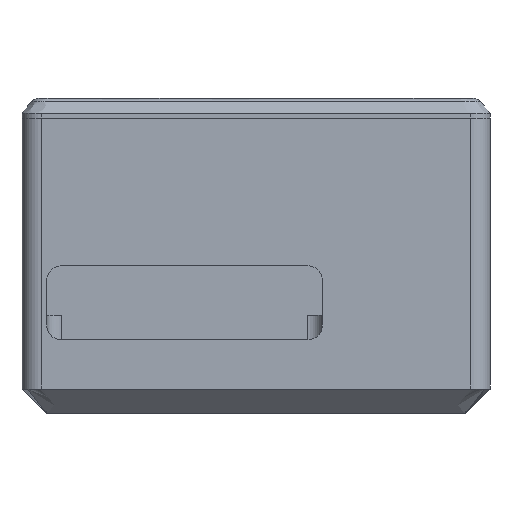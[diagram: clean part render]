
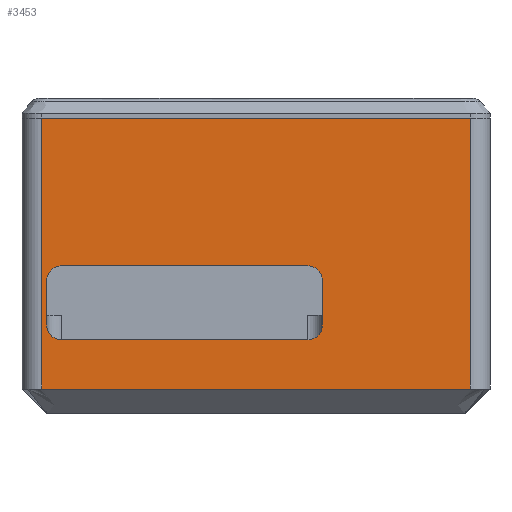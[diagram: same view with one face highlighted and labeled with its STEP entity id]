
A CAD part, left-side view. The second image highlights one B-rep face of the part: STEP entity #3453.
In plain terms, the highlighted planar face has unit normal (-1, 0, 0).
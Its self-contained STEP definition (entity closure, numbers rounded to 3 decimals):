
#161=FACE_BOUND('',#539,.T.);
#223=PLANE('',#3736);
#357=FACE_OUTER_BOUND('',#538,.T.);
#538=EDGE_LOOP('',(#2770,#2771,#2772,#2773));
#539=EDGE_LOOP('',(#2774,#2775,#2776,#2777,#2778,#2779,#2780,#2781));
#796=LINE('',#5037,#1121);
#826=LINE('',#5125,#1151);
#832=LINE('',#5135,#1157);
#837=LINE('',#5153,#1162);
#842=LINE('',#5165,#1167);
#843=LINE('',#5167,#1168);
#844=LINE('',#5169,#1169);
#845=LINE('',#5170,#1170);
#1121=VECTOR('',#4231,10.);
#1151=VECTOR('',#4313,10.);
#1157=VECTOR('',#4321,10.);
#1162=VECTOR('',#4346,10.);
#1167=VECTOR('',#4359,10.);
#1168=VECTOR('',#4360,10.);
#1169=VECTOR('',#4361,10.);
#1170=VECTOR('',#4362,10.);
#1357=CIRCLE('',#3694,3.);
#1359=CIRCLE('',#3698,3.);
#1360=CIRCLE('',#3701,3.);
#1361=CIRCLE('',#3704,3.);
#1535=VERTEX_POINT('',#5028);
#1536=VERTEX_POINT('',#5030);
#1538=VERTEX_POINT('',#5036);
#1540=VERTEX_POINT('',#5042);
#1543=VERTEX_POINT('',#5049);
#1544=VERTEX_POINT('',#5051);
#1547=VERTEX_POINT('',#5058);
#1548=VERTEX_POINT('',#5060);
#1578=VERTEX_POINT('',#5163);
#1579=VERTEX_POINT('',#5164);
#1580=VERTEX_POINT('',#5166);
#1581=VERTEX_POINT('',#5168);
#1956=EDGE_CURVE('',#1536,#1535,#1357,.T.);
#1959=EDGE_CURVE('',#1538,#1536,#796,.T.);
#1962=EDGE_CURVE('',#1540,#1538,#1359,.T.);
#1966=EDGE_CURVE('',#1544,#1543,#1360,.T.);
#1970=EDGE_CURVE('',#1548,#1547,#1361,.T.);
#2003=EDGE_CURVE('',#1547,#1540,#826,.T.);
#2009=EDGE_CURVE('',#1535,#1544,#832,.T.);
#2019=EDGE_CURVE('',#1543,#1548,#837,.T.);
#2024=EDGE_CURVE('',#1578,#1579,#842,.T.);
#2025=EDGE_CURVE('',#1578,#1580,#843,.T.);
#2026=EDGE_CURVE('',#1581,#1580,#844,.T.);
#2027=EDGE_CURVE('',#1579,#1581,#845,.T.);
#2770=ORIENTED_EDGE('',*,*,#2024,.F.);
#2771=ORIENTED_EDGE('',*,*,#2025,.T.);
#2772=ORIENTED_EDGE('',*,*,#2026,.F.);
#2773=ORIENTED_EDGE('',*,*,#2027,.F.);
#2774=ORIENTED_EDGE('',*,*,#2019,.T.);
#2775=ORIENTED_EDGE('',*,*,#1970,.T.);
#2776=ORIENTED_EDGE('',*,*,#2003,.T.);
#2777=ORIENTED_EDGE('',*,*,#1962,.T.);
#2778=ORIENTED_EDGE('',*,*,#1959,.T.);
#2779=ORIENTED_EDGE('',*,*,#1956,.T.);
#2780=ORIENTED_EDGE('',*,*,#2009,.T.);
#2781=ORIENTED_EDGE('',*,*,#1966,.T.);
#3453=ADVANCED_FACE('',(#357,#161),#223,.T.);
#3694=AXIS2_PLACEMENT_3D('',#5031,#4225,#4226);
#3698=AXIS2_PLACEMENT_3D('',#5043,#4237,#4238);
#3701=AXIS2_PLACEMENT_3D('',#5052,#4245,#4246);
#3704=AXIS2_PLACEMENT_3D('',#5061,#4253,#4254);
#3736=AXIS2_PLACEMENT_3D('',#5162,#4357,#4358);
#4225=DIRECTION('center_axis',(1.,0.,0.));
#4226=DIRECTION('ref_axis',(0.,-1.,0.));
#4231=DIRECTION('',(0.,-1.,0.));
#4237=DIRECTION('center_axis',(1.,0.,0.));
#4238=DIRECTION('ref_axis',(0.,0.,1.));
#4245=DIRECTION('center_axis',(1.,0.,0.));
#4246=DIRECTION('ref_axis',(0.,0.,-1.));
#4253=DIRECTION('center_axis',(1.,0.,0.));
#4254=DIRECTION('ref_axis',(0.,1.,0.));
#4313=DIRECTION('',(0.,0.,1.));
#4321=DIRECTION('',(0.,0.,-1.));
#4346=DIRECTION('',(0.,1.,0.));
#4357=DIRECTION('center_axis',(-1.,0.,0.));
#4358=DIRECTION('ref_axis',(0.,-1.,0.));
#4359=DIRECTION('',(0.,1.,0.));
#4360=DIRECTION('',(0.,0.,1.));
#4361=DIRECTION('',(0.,-1.,0.));
#4362=DIRECTION('',(0.,0.,1.));
#5028=CARTESIAN_POINT('',(-40.,-40.,22.));
#5030=CARTESIAN_POINT('',(-40.,-37.,25.));
#5031=CARTESIAN_POINT('Origin',(-40.,-37.,22.));
#5036=CARTESIAN_POINT('',(-40.,13.,25.));
#5037=CARTESIAN_POINT('',(-40.,15.,25.));
#5042=CARTESIAN_POINT('',(-40.,16.,22.));
#5043=CARTESIAN_POINT('Origin',(-40.,13.,22.));
#5049=CARTESIAN_POINT('',(-40.,-37.,10.));
#5051=CARTESIAN_POINT('',(-40.,-40.,13.));
#5052=CARTESIAN_POINT('Origin',(-40.,-37.,13.));
#5058=CARTESIAN_POINT('',(-40.,16.,13.));
#5060=CARTESIAN_POINT('',(-40.,13.,10.));
#5061=CARTESIAN_POINT('Origin',(-40.,13.,13.));
#5125=CARTESIAN_POINT('',(-40.,16.,6.5));
#5135=CARTESIAN_POINT('',(-40.,-40.,11.));
#5153=CARTESIAN_POINT('',(-40.,-10.,10.));
#5162=CARTESIAN_POINT('Origin',(-40.,17.,0.));
#5163=CARTESIAN_POINT('',(-40.,-70.,0.));
#5164=CARTESIAN_POINT('',(-40.,17.,0.));
#5165=CARTESIAN_POINT('',(-40.,-70.,0.));
#5166=CARTESIAN_POINT('',(-40.,-70.,55.));
#5167=CARTESIAN_POINT('',(-40.,-70.,0.));
#5168=CARTESIAN_POINT('',(-40.,17.,55.));
#5169=CARTESIAN_POINT('',(-40.,-70.,55.));
#5170=CARTESIAN_POINT('',(-40.,17.,0.));
